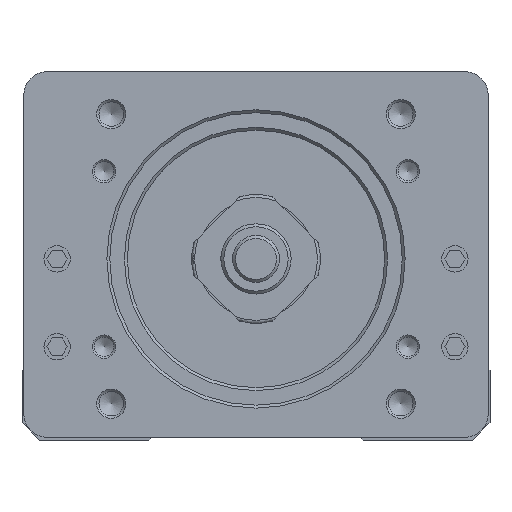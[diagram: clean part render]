
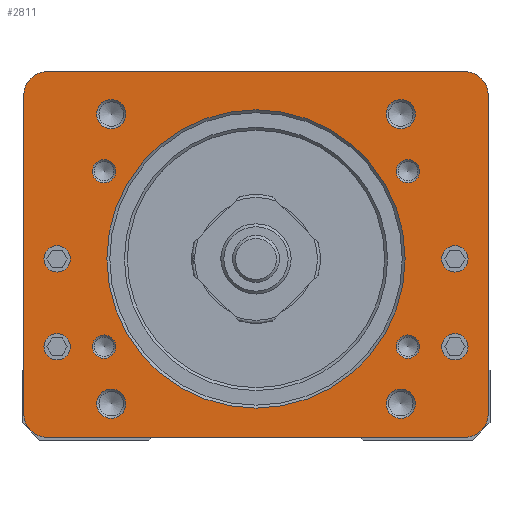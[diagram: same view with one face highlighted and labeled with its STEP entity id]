
A CAD part, front view. The second image highlights one B-rep face of the part: STEP entity #2811.
In plain terms, the highlighted planar face has unit normal (0, -1, 0).
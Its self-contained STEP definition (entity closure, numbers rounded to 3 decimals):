
#2811=ADVANCED_FACE('',(#4831,#4832,#4833,#4834,#4835,#4836,#4837,#4838,
#4839,#4840,#4841,#4842,#4843,#4844),#3963,.T.);
#3963=PLANE('',#26379);
#4831=FACE_BOUND('',#6298,.T.);
#4832=FACE_BOUND('',#6299,.T.);
#4833=FACE_BOUND('',#6300,.T.);
#4834=FACE_BOUND('',#6301,.T.);
#4835=FACE_BOUND('',#6302,.T.);
#4836=FACE_BOUND('',#6303,.T.);
#4837=FACE_BOUND('',#6304,.T.);
#4838=FACE_BOUND('',#6305,.T.);
#4839=FACE_BOUND('',#6306,.T.);
#4840=FACE_BOUND('',#6307,.T.);
#4841=FACE_BOUND('',#6308,.T.);
#4842=FACE_BOUND('',#6309,.T.);
#4843=FACE_BOUND('',#6310,.T.);
#4844=FACE_BOUND('',#6311,.T.);
#6298=EDGE_LOOP('',(#11776));
#6299=EDGE_LOOP('',(#11777));
#6300=EDGE_LOOP('',(#11778));
#6301=EDGE_LOOP('',(#11779));
#6302=EDGE_LOOP('',(#11780));
#6303=EDGE_LOOP('',(#11781));
#6304=EDGE_LOOP('',(#11782));
#6305=EDGE_LOOP('',(#11783));
#6306=EDGE_LOOP('',(#11784));
#6307=EDGE_LOOP('',(#11785));
#6308=EDGE_LOOP('',(#11786));
#6309=EDGE_LOOP('',(#11787));
#6310=EDGE_LOOP('',(#11788));
#6311=EDGE_LOOP('',(#11789,#11790,#11791,#11792,#11793,#11794,#11795,#11796));
#7454=CIRCLE('',#26242,4.);
#7455=CIRCLE('',#26244,4.);
#7456=CIRCLE('',#26246,2.);
#7457=CIRCLE('',#26248,2.);
#7458=CIRCLE('',#26250,2.);
#7459=CIRCLE('',#26252,2.);
#7460=CIRCLE('',#26254,2.5);
#7461=CIRCLE('',#26256,2.5);
#7462=CIRCLE('',#26258,2.5);
#7463=CIRCLE('',#26260,2.5);
#7464=CIRCLE('',#26262,25.5);
#7469=CIRCLE('',#26271,2.25);
#7471=CIRCLE('',#26274,2.25);
#7473=CIRCLE('',#26277,2.25);
#7475=CIRCLE('',#26280,2.25);
#7519=CIRCLE('',#26375,4.);
#7521=CIRCLE('',#26378,4.);
#11776=ORIENTED_EDGE('',*,*,#18852,.T.);
#11777=ORIENTED_EDGE('',*,*,#18851,.T.);
#11778=ORIENTED_EDGE('',*,*,#18850,.T.);
#11779=ORIENTED_EDGE('',*,*,#18849,.T.);
#11780=ORIENTED_EDGE('',*,*,#18848,.T.);
#11781=ORIENTED_EDGE('',*,*,#18847,.T.);
#11782=ORIENTED_EDGE('',*,*,#18846,.T.);
#11783=ORIENTED_EDGE('',*,*,#18845,.T.);
#11784=ORIENTED_EDGE('',*,*,#18844,.T.);
#11785=ORIENTED_EDGE('',*,*,#18864,.T.);
#11786=ORIENTED_EDGE('',*,*,#18862,.T.);
#11787=ORIENTED_EDGE('',*,*,#18860,.T.);
#11788=ORIENTED_EDGE('',*,*,#18858,.T.);
#11789=ORIENTED_EDGE('',*,*,#18972,.T.);
#11790=ORIENTED_EDGE('',*,*,#17869,.T.);
#11791=ORIENTED_EDGE('',*,*,#18974,.T.);
#11792=ORIENTED_EDGE('',*,*,#18965,.T.);
#11793=ORIENTED_EDGE('',*,*,#18842,.T.);
#11794=ORIENTED_EDGE('',*,*,#18906,.T.);
#11795=ORIENTED_EDGE('',*,*,#18839,.T.);
#11796=ORIENTED_EDGE('',*,*,#18958,.T.);
#15221=VERTEX_POINT('',#36432);
#15222=VERTEX_POINT('',#36434);
#15926=VERTEX_POINT('',#39491);
#15927=VERTEX_POINT('',#39493);
#15928=VERTEX_POINT('',#39497);
#15929=VERTEX_POINT('',#39499);
#15930=VERTEX_POINT('',#39503);
#15931=VERTEX_POINT('',#39506);
#15932=VERTEX_POINT('',#39509);
#15933=VERTEX_POINT('',#39512);
#15934=VERTEX_POINT('',#39515);
#15935=VERTEX_POINT('',#39518);
#15936=VERTEX_POINT('',#39521);
#15937=VERTEX_POINT('',#39524);
#15938=VERTEX_POINT('',#39527);
#15943=VERTEX_POINT('',#39542);
#15945=VERTEX_POINT('',#39547);
#15947=VERTEX_POINT('',#39552);
#15949=VERTEX_POINT('',#39557);
#16010=VERTEX_POINT('',#39857);
#16013=VERTEX_POINT('',#39869);
#17869=EDGE_CURVE('',#15222,#15221,#20979,.T.);
#18839=EDGE_CURVE('',#15927,#15926,#7454,.T.);
#18842=EDGE_CURVE('',#15929,#15928,#7455,.T.);
#18844=EDGE_CURVE('',#15930,#15930,#7456,.T.);
#18845=EDGE_CURVE('',#15931,#15931,#7457,.T.);
#18846=EDGE_CURVE('',#15932,#15932,#7458,.T.);
#18847=EDGE_CURVE('',#15933,#15933,#7459,.T.);
#18848=EDGE_CURVE('',#15934,#15934,#7460,.T.);
#18849=EDGE_CURVE('',#15935,#15935,#7461,.T.);
#18850=EDGE_CURVE('',#15936,#15936,#7462,.T.);
#18851=EDGE_CURVE('',#15937,#15937,#7463,.T.);
#18852=EDGE_CURVE('',#15938,#15938,#7464,.T.);
#18858=EDGE_CURVE('',#15943,#15943,#7469,.T.);
#18860=EDGE_CURVE('',#15945,#15945,#7471,.T.);
#18862=EDGE_CURVE('',#15947,#15947,#7473,.T.);
#18864=EDGE_CURVE('',#15949,#15949,#7475,.T.);
#18906=EDGE_CURVE('',#15928,#15927,#21697,.T.);
#18958=EDGE_CURVE('',#15926,#16010,#21722,.T.);
#18965=EDGE_CURVE('',#16013,#15929,#21729,.T.);
#18972=EDGE_CURVE('',#16010,#15222,#7519,.T.);
#18974=EDGE_CURVE('',#15221,#16013,#7521,.T.);
#20979=LINE('',#36433,#23380);
#21697=LINE('',#39702,#24119);
#21722=LINE('',#39858,#24144);
#21729=LINE('',#39868,#24151);
#23380=VECTOR('',#29150,1.);
#24119=VECTOR('',#31247,1.);
#24144=VECTOR('',#31376,1.);
#24151=VECTOR('',#31385,1.);
#26242=AXIS2_PLACEMENT_3D('',#39492,#31086,#31087);
#26244=AXIS2_PLACEMENT_3D('',#39498,#31092,#31093);
#26246=AXIS2_PLACEMENT_3D('',#39502,#31097,#31098);
#26248=AXIS2_PLACEMENT_3D('',#39505,#31101,#31102);
#26250=AXIS2_PLACEMENT_3D('',#39508,#31105,#31106);
#26252=AXIS2_PLACEMENT_3D('',#39511,#31109,#31110);
#26254=AXIS2_PLACEMENT_3D('',#39514,#31113,#31114);
#26256=AXIS2_PLACEMENT_3D('',#39517,#31117,#31118);
#26258=AXIS2_PLACEMENT_3D('',#39520,#31121,#31122);
#26260=AXIS2_PLACEMENT_3D('',#39523,#31125,#31126);
#26262=AXIS2_PLACEMENT_3D('',#39526,#31129,#31130);
#26271=AXIS2_PLACEMENT_3D('',#39541,#31148,#31149);
#26274=AXIS2_PLACEMENT_3D('',#39546,#31154,#31155);
#26277=AXIS2_PLACEMENT_3D('',#39551,#31160,#31161);
#26280=AXIS2_PLACEMENT_3D('',#39556,#31166,#31167);
#26375=AXIS2_PLACEMENT_3D('',#39885,#31412,#31413);
#26378=AXIS2_PLACEMENT_3D('',#39888,#31418,#31419);
#26379=AXIS2_PLACEMENT_3D('',#39889,#31420,#31421);
#29150=DIRECTION('',(1.,0.,0.));
#31086=DIRECTION('',(0.,-1.,0.));
#31087=DIRECTION('',(1.,0.,0.));
#31092=DIRECTION('',(0.,-1.,0.));
#31093=DIRECTION('',(1.,0.,0.));
#31097=DIRECTION('',(0.,1.,0.));
#31098=DIRECTION('',(0.,0.,-1.));
#31101=DIRECTION('',(0.,1.,0.));
#31102=DIRECTION('',(0.,0.,-1.));
#31105=DIRECTION('',(0.,1.,0.));
#31106=DIRECTION('',(0.,0.,-1.));
#31109=DIRECTION('',(0.,1.,0.));
#31110=DIRECTION('',(0.,0.,-1.));
#31113=DIRECTION('',(0.,1.,0.));
#31114=DIRECTION('',(0.,0.,-1.));
#31117=DIRECTION('',(0.,1.,0.));
#31118=DIRECTION('',(0.,0.,-1.));
#31121=DIRECTION('',(0.,1.,0.));
#31122=DIRECTION('',(0.,0.,-1.));
#31125=DIRECTION('',(0.,1.,0.));
#31126=DIRECTION('',(0.,0.,-1.));
#31129=DIRECTION('',(0.,1.,0.));
#31130=DIRECTION('',(0.,0.,-1.));
#31148=DIRECTION('',(0.,1.,0.));
#31149=DIRECTION('',(0.,0.,-1.));
#31154=DIRECTION('',(0.,1.,0.));
#31155=DIRECTION('',(0.,0.,-1.));
#31160=DIRECTION('',(0.,1.,0.));
#31161=DIRECTION('',(0.,0.,-1.));
#31166=DIRECTION('',(0.,1.,0.));
#31167=DIRECTION('',(0.,0.,-1.));
#31247=DIRECTION('',(-1.,0.,0.));
#31376=DIRECTION('',(0.,0.,-1.));
#31385=DIRECTION('',(0.,0.,1.));
#31412=DIRECTION('',(0.,-1.,0.));
#31413=DIRECTION('',(1.,0.,0.));
#31418=DIRECTION('',(0.,-1.,0.));
#31419=DIRECTION('',(1.,0.,0.));
#31420=DIRECTION('',(0.,-1.,0.));
#31421=DIRECTION('',(0.,0.,1.));
#36432=CARTESIAN_POINT('',(35.7,-243.7,-18.5));
#36433=CARTESIAN_POINT('',(-35.7,-243.7,-18.5));
#36434=CARTESIAN_POINT('',(-35.7,-243.7,-18.5));
#39491=CARTESIAN_POINT('',(-39.7,-243.7,40.));
#39492=CARTESIAN_POINT('',(-35.7,-243.7,40.));
#39493=CARTESIAN_POINT('',(-35.7,-243.7,44.));
#39497=CARTESIAN_POINT('',(35.7,-243.7,44.));
#39498=CARTESIAN_POINT('',(35.7,-243.7,40.));
#39499=CARTESIAN_POINT('',(39.7,-243.7,40.));
#39502=CARTESIAN_POINT('',(-25.981,-243.7,27.));
#39503=CARTESIAN_POINT('',(-25.981,-243.7,25.));
#39505=CARTESIAN_POINT('',(-25.981,-243.7,-3.));
#39506=CARTESIAN_POINT('',(-25.981,-243.7,-5.));
#39508=CARTESIAN_POINT('',(25.981,-243.7,27.));
#39509=CARTESIAN_POINT('',(25.981,-243.7,25.));
#39511=CARTESIAN_POINT('',(25.981,-243.7,-3.));
#39512=CARTESIAN_POINT('',(25.981,-243.7,-5.));
#39514=CARTESIAN_POINT('',(24.749,-243.7,36.749));
#39515=CARTESIAN_POINT('',(24.749,-243.7,34.249));
#39517=CARTESIAN_POINT('',(24.749,-243.7,-12.749));
#39518=CARTESIAN_POINT('',(24.749,-243.7,-15.249));
#39520=CARTESIAN_POINT('',(-24.749,-243.7,-12.749));
#39521=CARTESIAN_POINT('',(-24.749,-243.7,-15.249));
#39523=CARTESIAN_POINT('',(-24.749,-243.7,36.749));
#39524=CARTESIAN_POINT('',(-24.749,-243.7,34.249));
#39526=CARTESIAN_POINT('',(0.,-243.7,12.));
#39527=CARTESIAN_POINT('',(0.,-243.7,-13.5));
#39541=CARTESIAN_POINT('',(34.,-243.7,12.));
#39542=CARTESIAN_POINT('',(34.,-243.7,9.75));
#39546=CARTESIAN_POINT('',(34.,-243.7,-3.));
#39547=CARTESIAN_POINT('',(34.,-243.7,-5.25));
#39551=CARTESIAN_POINT('',(-34.,-243.7,12.));
#39552=CARTESIAN_POINT('',(-34.,-243.7,9.75));
#39556=CARTESIAN_POINT('',(-34.,-243.7,-3.));
#39557=CARTESIAN_POINT('',(-34.,-243.7,-5.25));
#39702=CARTESIAN_POINT('',(35.7,-243.7,44.));
#39857=CARTESIAN_POINT('',(-39.7,-243.7,-14.5));
#39858=CARTESIAN_POINT('',(-39.7,-243.7,40.));
#39868=CARTESIAN_POINT('',(39.7,-243.7,-14.5));
#39869=CARTESIAN_POINT('',(39.7,-243.7,-14.5));
#39885=CARTESIAN_POINT('',(-35.7,-243.7,-14.5));
#39888=CARTESIAN_POINT('',(35.7,-243.7,-14.5));
#39889=CARTESIAN_POINT('',(-35.7,-243.7,-14.5));
